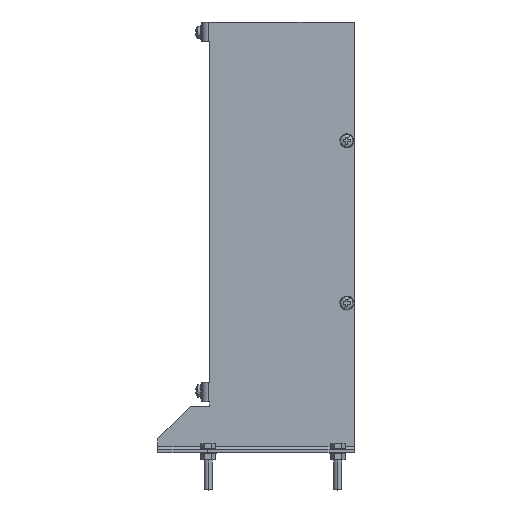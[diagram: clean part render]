
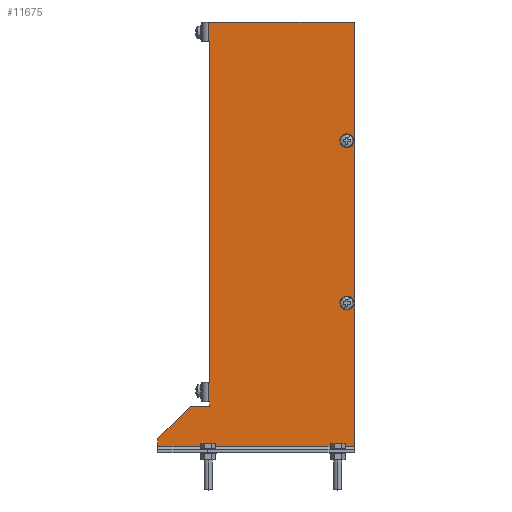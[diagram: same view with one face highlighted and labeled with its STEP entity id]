
A CAD part, left-side view. The second image highlights one B-rep face of the part: STEP entity #11675.
In plain terms, the highlighted planar face has unit normal (-1, 0, 0).
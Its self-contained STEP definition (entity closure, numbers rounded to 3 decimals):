
#8288=DIRECTION('',(0.,1.,0.));
#8289=VECTOR('',#8288,30.5);
#8290=CARTESIAN_POINT('',(-106.98,91.5,-10.501));
#8291=LINE('',#8290,#8289);
#8292=DIRECTION('',(0.,-0.707,0.707));
#8293=VECTOR('',#8292,28.284);
#8294=CARTESIAN_POINT('',(-106.98,122.,-6.001));
#8295=LINE('',#8294,#8293);
#8296=DIRECTION('',(0.,-1.,0.));
#8297=VECTOR('',#8296,10.5);
#8298=CARTESIAN_POINT('',(-106.982,102.,13.999));
#8299=LINE('',#8298,#8297);
#8300=DIRECTION('',(0.,-1.,0.));
#8301=VECTOR('',#8300,1.5);
#8302=CARTESIAN_POINT('',(-106.982,91.5,13.999));
#8303=LINE('',#8302,#8301);
#8304=DIRECTION('',(0.,1.,0.));
#8305=VECTOR('',#8304,1.);
#8306=CARTESIAN_POINT('',(-107.,90.,238.999));
#8307=LINE('',#8306,#8305);
#8308=DIRECTION('',(0.,0.,1.));
#8309=VECTOR('',#8308,12.);
#8310=CARTESIAN_POINT('',(-107.,91.,238.999));
#8311=LINE('',#8310,#8309);
#8312=DIRECTION('',(0.,-1.,0.));
#8313=VECTOR('',#8312,1.);
#8314=CARTESIAN_POINT('',(-107.001,91.,250.999));
#8315=LINE('',#8314,#8313);
#8316=CARTESIAN_POINT('',(-106.987,5.5,77.749));
#8317=DIRECTION('',(-1.,0.,0.));
#8318=DIRECTION('',(0.,-0.479,0.878));
#8319=AXIS2_PLACEMENT_3D('',#8316,#8317,#8318);
#8321=CARTESIAN_POINT('',(-106.987,5.5,77.749));
#8322=DIRECTION('',(1.,0.,0.));
#8323=DIRECTION('',(0.,-0.479,0.878));
#8324=AXIS2_PLACEMENT_3D('',#8321,#8322,#8323);
#8326=CARTESIAN_POINT('',(-106.995,5.5,177.749));
#8327=DIRECTION('',(-1.,0.,0.));
#8328=DIRECTION('',(0.,-0.479,0.878));
#8329=AXIS2_PLACEMENT_3D('',#8326,#8327,#8328);
#8331=CARTESIAN_POINT('',(-106.995,5.5,177.749));
#8332=DIRECTION('',(1.,0.,0.));
#8333=DIRECTION('',(0.,-0.479,0.878));
#8334=AXIS2_PLACEMENT_3D('',#8331,#8332,#8333);
#8336=DIRECTION('',(0.,-1.,0.));
#8337=VECTOR('',#8336,90.5);
#8338=CARTESIAN_POINT('',(-106.98,91.5,-10.501));
#8339=LINE('',#8338,#8337);
#8467=DIRECTION('',(0.,0.,1.));
#8468=VECTOR('',#8467,261.5);
#8469=CARTESIAN_POINT('',(-106.98,1.,-10.501));
#8470=LINE('',#8469,#8468);
#8509=DIRECTION('',(0.,1.,0.));
#8510=VECTOR('',#8509,89.);
#8511=CARTESIAN_POINT('',(-107.001,1.,250.999));
#8512=LINE('',#8511,#8510);
#8652=DIRECTION('',(0.,0.,-1.));
#8653=VECTOR('',#8652,210.);
#8654=CARTESIAN_POINT('',(-107.,90.,238.999));
#8655=LINE('',#8654,#8653);
#8689=DIRECTION('',(0.,1.,0.));
#8690=VECTOR('',#8689,1.);
#8691=CARTESIAN_POINT('',(-106.983,90.,28.999));
#8692=LINE('',#8691,#8690);
#8766=DIRECTION('',(0.,-1.,0.));
#8767=VECTOR('',#8766,1.);
#8768=CARTESIAN_POINT('',(-106.982,91.,16.999));
#8769=LINE('',#8768,#8767);
#8787=DIRECTION('',(0.,0.,-1.));
#8788=VECTOR('',#8787,12.);
#8789=CARTESIAN_POINT('',(-106.983,91.,28.999));
#8790=LINE('',#8789,#8788);
#8795=DIRECTION('',(0.,0.,-1.));
#8796=VECTOR('',#8795,3.);
#8797=CARTESIAN_POINT('',(-106.982,90.,16.999));
#8798=LINE('',#8797,#8796);
#9446=DIRECTION('',(0.,0.,-1.));
#9447=VECTOR('',#9446,4.5);
#9448=CARTESIAN_POINT('',(-106.98,122.,-6.001));
#9449=LINE('',#9448,#9447);
#10552=CARTESIAN_POINT('',(-107.,91.,238.999));
#10553=VERTEX_POINT('',#10552);
#10554=CARTESIAN_POINT('',(-107.,90.,238.999));
#10555=VERTEX_POINT('',#10554);
#10562=CARTESIAN_POINT('',(-107.001,91.,250.999));
#10563=VERTEX_POINT('',#10562);
#10584=CARTESIAN_POINT('',(-106.982,91.5,13.999));
#10585=CARTESIAN_POINT('',(-106.982,90.,13.999));
#10586=VERTEX_POINT('',#10584);
#10587=VERTEX_POINT('',#10585);
#10588=CARTESIAN_POINT('',(-106.983,90.,28.999));
#10589=CARTESIAN_POINT('',(-106.983,91.,28.999));
#10590=VERTEX_POINT('',#10588);
#10591=VERTEX_POINT('',#10589);
#10592=CARTESIAN_POINT('',(-107.001,90.,250.999));
#10593=VERTEX_POINT('',#10592);
#10594=CARTESIAN_POINT('',(-107.001,1.,250.999));
#10595=VERTEX_POINT('',#10594);
#10596=CARTESIAN_POINT('',(-106.98,91.5,-10.501));
#10597=CARTESIAN_POINT('',(-106.98,1.,-10.501));
#10598=VERTEX_POINT('',#10596);
#10599=VERTEX_POINT('',#10597);
#10628=CARTESIAN_POINT('',(-106.98,122.,-6.001));
#10629=VERTEX_POINT('',#10628);
#10630=CARTESIAN_POINT('',(-106.982,102.,13.999));
#10631=VERTEX_POINT('',#10630);
#10632=CARTESIAN_POINT('',(-106.98,122.,-10.501));
#10633=VERTEX_POINT('',#10632);
#10644=CARTESIAN_POINT('',(-106.982,90.,16.999));
#10645=VERTEX_POINT('',#10644);
#10650=CARTESIAN_POINT('',(-106.982,91.,16.999));
#10651=VERTEX_POINT('',#10650);
#11134=CARTESIAN_POINT('',(-106.987,3.438,
81.523));
#11135=CARTESIAN_POINT('',(-106.986,7.562,
73.976));
#11136=VERTEX_POINT('',#11134);
#11137=VERTEX_POINT('',#11135);
#11142=CARTESIAN_POINT('',(-106.995,3.438,
181.523));
#11143=CARTESIAN_POINT('',(-106.994,7.562,
173.976));
#11144=VERTEX_POINT('',#11142);
#11145=VERTEX_POINT('',#11143);
#11625=CARTESIAN_POINT('',(-106.99,46.25,120.249));
#11626=DIRECTION('',(1.,0.,0.));
#11627=DIRECTION('',(0.,0.,-1.));
#11628=AXIS2_PLACEMENT_3D('',#11625,#11626,#11627);
#11629=PLANE('',#11628);
#11631=ORIENTED_EDGE('',*,*,#11630,.F.);
#11633=ORIENTED_EDGE('',*,*,#11632,.T.);
#11635=ORIENTED_EDGE('',*,*,#11634,.F.);
#11637=ORIENTED_EDGE('',*,*,#11636,.T.);
#11639=ORIENTED_EDGE('',*,*,#11638,.T.);
#11640=ORIENTED_EDGE('',*,*,#11608,.T.);
#11642=ORIENTED_EDGE('',*,*,#11641,.F.);
#11644=ORIENTED_EDGE('',*,*,#11643,.F.);
#11646=ORIENTED_EDGE('',*,*,#11645,.F.);
#11648=ORIENTED_EDGE('',*,*,#11647,.F.);
#11650=ORIENTED_EDGE('',*,*,#11649,.F.);
#11652=ORIENTED_EDGE('',*,*,#11651,.T.);
#11654=ORIENTED_EDGE('',*,*,#11653,.T.);
#11656=ORIENTED_EDGE('',*,*,#11655,.T.);
#11658=ORIENTED_EDGE('',*,*,#11657,.F.);
#11660=ORIENTED_EDGE('',*,*,#11659,.F.);
#11661=EDGE_LOOP('',(#11631,#11633,#11635,#11637,#11639,#11640,#11642,#11644,
#11646,#11648,#11650,#11652,#11654,#11656,#11658,#11660));
#11662=FACE_OUTER_BOUND('',#11661,.F.);
#11664=ORIENTED_EDGE('',*,*,#11663,.T.);
#11666=ORIENTED_EDGE('',*,*,#11665,.F.);
#11667=EDGE_LOOP('',(#11664,#11666));
#11668=FACE_BOUND('',#11667,.F.);
#11670=ORIENTED_EDGE('',*,*,#11669,.T.);
#11672=ORIENTED_EDGE('',*,*,#11671,.F.);
#11673=EDGE_LOOP('',(#11670,#11672));
#11674=FACE_BOUND('',#11673,.F.);
#8320=CIRCLE('',#8319,4.3);
#8325=CIRCLE('',#8324,4.3);
#8330=CIRCLE('',#8329,4.3);
#8335=CIRCLE('',#8334,4.3);
#11608=EDGE_CURVE('',#10586,#10587,#8303,.T.);
#11630=EDGE_CURVE('',#10598,#10599,#8339,.T.);
#11632=EDGE_CURVE('',#10598,#10633,#8291,.T.);
#11634=EDGE_CURVE('',#10629,#10633,#9449,.T.);
#11636=EDGE_CURVE('',#10629,#10631,#8295,.T.);
#11638=EDGE_CURVE('',#10631,#10586,#8299,.T.);
#11641=EDGE_CURVE('',#10645,#10587,#8798,.T.);
#11643=EDGE_CURVE('',#10651,#10645,#8769,.T.);
#11645=EDGE_CURVE('',#10591,#10651,#8790,.T.);
#11647=EDGE_CURVE('',#10590,#10591,#8692,.T.);
#11649=EDGE_CURVE('',#10555,#10590,#8655,.T.);
#11651=EDGE_CURVE('',#10555,#10553,#8307,.T.);
#11653=EDGE_CURVE('',#10553,#10563,#8311,.T.);
#11655=EDGE_CURVE('',#10563,#10593,#8315,.T.);
#11657=EDGE_CURVE('',#10595,#10593,#8512,.T.);
#11659=EDGE_CURVE('',#10599,#10595,#8470,.T.);
#11663=EDGE_CURVE('',#11136,#11137,#8320,.T.);
#11665=EDGE_CURVE('',#11136,#11137,#8325,.T.);
#11669=EDGE_CURVE('',#11144,#11145,#8330,.T.);
#11671=EDGE_CURVE('',#11144,#11145,#8335,.T.);
#11675=ADVANCED_FACE('',(#11662,#11668,#11674),#11629,.F.);
